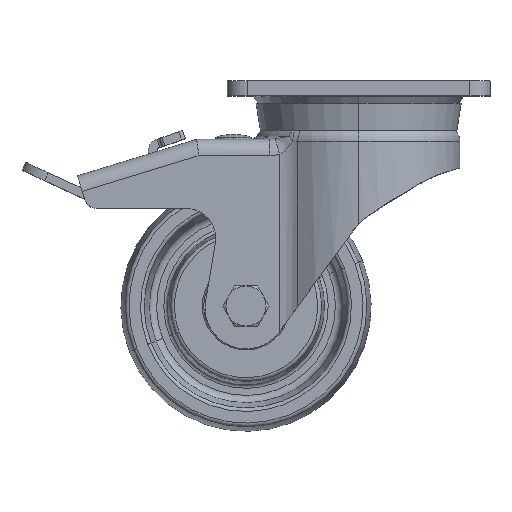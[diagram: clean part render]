
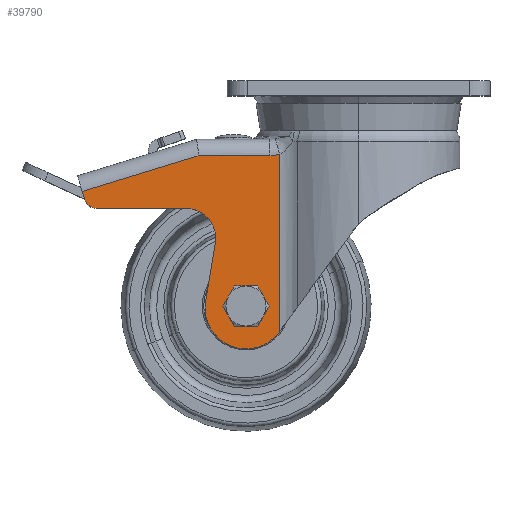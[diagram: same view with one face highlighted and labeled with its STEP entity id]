
A CAD part, top view. The second image highlights one B-rep face of the part: STEP entity #39790.
In plain terms, the highlighted planar face has unit normal (0, 0, 1).
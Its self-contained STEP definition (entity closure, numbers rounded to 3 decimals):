
#1214 = EDGE_CURVE ( 'NONE', #43288, #2278, #12026, .T. ) ;
#1476 = VERTEX_POINT ( 'NONE', #6416 ) ;
#1662 = CARTESIAN_POINT ( 'NONE',  ( -113.105, -35.18, 30. ) ) ;
#1697 = CARTESIAN_POINT ( 'NONE',  ( -31.5, -29.55, 30. ) ) ;
#2278 = VERTEX_POINT ( 'NONE', #22188 ) ;
#2357 = CIRCLE ( 'NONE', #47064, 16. ) ;
#2369 = VERTEX_POINT ( 'NONE', #2778 ) ;
#2690 = CARTESIAN_POINT ( 'NONE',  ( -31.8, -100.097, 30. ) ) ;
#2778 = CARTESIAN_POINT ( 'NONE',  ( -61.35, -90.45, 30. ) ) ;
#2854 = CARTESIAN_POINT ( 'NONE',  ( -31.5, -28.925, 30. ) ) ;
#3147 = CIRCLE ( 'NONE', #32435, 16.35 ) ;
#3823 = VERTEX_POINT ( 'NONE', #9899 ) ;
#4736 = EDGE_CURVE ( 'NONE', #10338, #39190, #26831, .T. ) ;
#5099 = ORIENTED_EDGE ( 'NONE', *, *, #37300, .F. ) ;
#5827 = VECTOR ( 'NONE', #47033, 1000. ) ;
#6193 = DIRECTION ( 'NONE',  ( -0.292, 0.956, 0. ) ) ;
#6416 = CARTESIAN_POINT ( 'NONE',  ( -39.85, -89.65, 30. ) ) ;
#7068 = CARTESIAN_POINT ( 'NONE',  ( -110.463, -43.824, 30. ) ) ;
#7604 = ORIENTED_EDGE ( 'NONE', *, *, #41386, .T. ) ;
#8695 = ORIENTED_EDGE ( 'NONE', *, *, #42930, .F. ) ;
#8725 = CARTESIAN_POINT ( 'NONE',  ( -31.5, -29.55, 30. ) ) ;
#9012 = DIRECTION ( 'NONE',  ( 0., 0., -1. ) ) ;
#9273 = DIRECTION ( 'NONE',  ( 0., 0., -1. ) ) ;
#9440 = CIRCLE ( 'NONE', #22079, 5.15 ) ;
#9899 = CARTESIAN_POINT ( 'NONE',  ( -57.193, -64.15, 30. ) ) ;
#10338 = VERTEX_POINT ( 'NONE', #2690 ) ;
#10407 = AXIS2_PLACEMENT_3D ( 'NONE', #14876, #35084, #27179 ) ;
#12026 = LINE ( 'NONE', #33005, #26946 ) ;
#12034 = VERTEX_POINT ( 'NONE', #21333 ) ;
#12551 = EDGE_CURVE ( 'NONE', #46433, #12845, #35626, .T. ) ;
#12594 = VECTOR ( 'NONE', #17161, 1000. ) ;
#12702 = VERTEX_POINT ( 'NONE', #34294 ) ;
#12845 = VERTEX_POINT ( 'NONE', #2854 ) ;
#13152 = CARTESIAN_POINT ( 'NONE',  ( -45., -89.65, 30. ) ) ;
#14670 = EDGE_CURVE ( 'NONE', #1476, #48654, #17997, .T. ) ;
#14876 = CARTESIAN_POINT ( 'NONE',  ( -104.694, -45.589, 30. ) ) ;
#15426 = EDGE_CURVE ( 'NONE', #12702, #46433, #36863, .T. ) ;
#16203 = DIRECTION ( 'NONE',  ( 0., 0., 1. ) ) ;
#16645 = EDGE_CURVE ( 'NONE', #12845, #39190, #53354, .T. ) ;
#17161 = DIRECTION ( 'NONE',  ( 0.59, 0.807, 0. ) ) ;
#17888 = DIRECTION ( 'NONE',  ( -0.956, -0.292, 0. ) ) ;
#17969 = VERTEX_POINT ( 'NONE', #7068 ) ;
#17997 = CIRCLE ( 'NONE', #31845, 5.15 ) ;
#18209 = CARTESIAN_POINT ( 'NONE',  ( -73.006, -66.589, 30. ) ) ;
#18453 = LINE ( 'NONE', #39174, #25525 ) ;
#18833 = CARTESIAN_POINT ( 'NONE',  ( -94.691, -29.55, 30. ) ) ;
#20717 = ORIENTED_EDGE ( 'NONE', *, *, #16645, .F. ) ;
#21333 = CARTESIAN_POINT ( 'NONE',  ( -61.127, -87.757, 30. ) ) ;
#21806 = DIRECTION ( 'NONE',  ( 1., 0., 0. ) ) ;
#22079 = AXIS2_PLACEMENT_3D ( 'NONE', #50744, #9273, #21806 ) ;
#22188 = CARTESIAN_POINT ( 'NONE',  ( -104.694, -50.589, 30. ) ) ;
#22382 = DIRECTION ( 'NONE',  ( 0., 0., 1. ) ) ;
#23506 = CARTESIAN_POINT ( 'NONE',  ( -45., -90.45, 30. ) ) ;
#23669 = ORIENTED_EDGE ( 'NONE', *, *, #46149, .F. ) ;
#23705 = ORIENTED_EDGE ( 'NONE', *, *, #12551, .F. ) ;
#24754 = CARTESIAN_POINT ( 'NONE',  ( -52.582, -36.581, 30. ) ) ;
#25024 = CARTESIAN_POINT ( 'NONE',  ( -32.771, -29.339, 30. ) ) ;
#25216 = CARTESIAN_POINT ( 'NONE',  ( -109.476, -47.051, 30. ) ) ;
#25279 = FACE_BOUND ( 'NONE', #51111, .T. ) ;
#25525 = VECTOR ( 'NONE', #17888, 1000. ) ;
#26224 = CARTESIAN_POINT ( 'NONE',  ( -31.5, -99.687, 30. ) ) ;
#26576 = FACE_OUTER_BOUND ( 'NONE', #38637, .T. ) ;
#26831 = LINE ( 'NONE', #50147, #12594 ) ;
#26946 = VECTOR ( 'NONE', #33348, 1000. ) ;
#27179 = DIRECTION ( 'NONE',  ( 1., 0., 0. ) ) ;
#27739 = DIRECTION ( 'NONE',  ( 0., 0., 1. ) ) ;
#27901 = DIRECTION ( 'NONE',  ( 1., 0., 0. ) ) ;
#27983 = EDGE_CURVE ( 'NONE', #12702, #17969, #18453, .T. ) ;
#28297 = CARTESIAN_POINT ( 'NONE',  ( -69.091, -50.589, 30. ) ) ;
#28366 = EDGE_CURVE ( 'NONE', #45984, #17969, #29350, .T. ) ;
#28795 = CARTESIAN_POINT ( 'NONE',  ( -34.075, -29.55, 30. ) ) ;
#29350 = LINE ( 'NONE', #1662, #39034 ) ;
#30549 = ORIENTED_EDGE ( 'NONE', *, *, #15426, .F. ) ;
#31547 = EDGE_CURVE ( 'NONE', #2369, #10338, #3147, .T. ) ;
#31845 = AXIS2_PLACEMENT_3D ( 'NONE', #13152, #9012, #45673 ) ;
#32435 = AXIS2_PLACEMENT_3D ( 'NONE', #52414, #27739, #27901 ) ;
#32839 = CIRCLE ( 'NONE', #50452, 16.35 ) ;
#33005 = CARTESIAN_POINT ( 'NONE',  ( -94.691, -50.589, 30. ) ) ;
#33103 = DIRECTION ( 'NONE',  ( 0., -1., 0. ) ) ;
#33348 = DIRECTION ( 'NONE',  ( -1., 0., 0. ) ) ;
#33399 = ORIENTED_EDGE ( 'NONE', *, *, #50806, .T. ) ;
#34043 = ORIENTED_EDGE ( 'NONE', *, *, #1214, .F. ) ;
#34294 = CARTESIAN_POINT ( 'NONE',  ( -63.776, -29.55, 30. ) ) ;
#34364 = ORIENTED_EDGE ( 'NONE', *, *, #27983, .T. ) ;
#34603 = DIRECTION ( 'NONE',  ( 1., 0., 0. ) ) ;
#34710 = ORIENTED_EDGE ( 'NONE', *, *, #31547, .T. ) ;
#35084 = DIRECTION ( 'NONE',  ( 0., 0., -1. ) ) ;
#35093 = CARTESIAN_POINT ( 'NONE',  ( -50.15, -89.65, 30. ) ) ;
#35626 = B_SPLINE_CURVE_WITH_KNOTS ( 'NONE', 3,
 ( #45047, #28795, #25024, #37255 ),
 .UNSPECIFIED., .F., .F.,
 ( 4, 4 ),
 ( 0., 1. ),
 .UNSPECIFIED. ) ;
#35642 = CIRCLE ( 'NONE', #40432, 12. ) ;
#35732 = DIRECTION ( 'NONE',  ( 1., 0., 0. ) ) ;
#35771 = AXIS2_PLACEMENT_3D ( 'NONE', #18833, #39542, #51413 ) ;
#36847 = CARTESIAN_POINT ( 'NONE',  ( -35.412, -29.55, 30. ) ) ;
#36863 = LINE ( 'NONE', #1697, #5827 ) ;
#37255 = CARTESIAN_POINT ( 'NONE',  ( -31.5, -28.925, 30. ) ) ;
#37277 = ORIENTED_EDGE ( 'NONE', *, *, #14670, .T. ) ;
#37300 = EDGE_CURVE ( 'NONE', #3823, #43288, #35642, .T. ) ;
#38470 = ORIENTED_EDGE ( 'NONE', *, *, #28366, .F. ) ;
#38637 = EDGE_LOOP ( 'NONE', ( #52881, #20717, #23705, #30549, #34364, #38470, #23669, #34043, #5099, #52438, #8695, #33399, #34710 ) ) ;
#39034 = VECTOR ( 'NONE', #6193, 1000. ) ;
#39174 = CARTESIAN_POINT ( 'NONE',  ( -110.463, -43.824, 30. ) ) ;
#39190 = VERTEX_POINT ( 'NONE', #26224 ) ;
#39542 = DIRECTION ( 'NONE',  ( 0., 0., 1. ) ) ;
#39790 = ADVANCED_FACE ( 'NONE', ( #25279, #26576 ), #44055, .T. ) ;
#39901 = DIRECTION ( 'NONE',  ( 0., 0., 1. ) ) ;
#40432 = AXIS2_PLACEMENT_3D ( 'NONE', #49563, #16203, #49190 ) ;
#40500 = VECTOR ( 'NONE', #33103, 1000. ) ;
#41386 = EDGE_CURVE ( 'NONE', #48654, #1476, #9440, .T. ) ;
#41471 = VECTOR ( 'NONE', #53579, 1000. ) ;
#42930 = EDGE_CURVE ( 'NONE', #12034, #50472, #49222, .T. ) ;
#43288 = VERTEX_POINT ( 'NONE', #28297 ) ;
#44055 = PLANE ( 'NONE',  #35771 ) ;
#44498 = EDGE_CURVE ( 'NONE', #50472, #3823, #2357, .T. ) ;
#45047 = CARTESIAN_POINT ( 'NONE',  ( -35.412, -29.55, 30. ) ) ;
#45673 = DIRECTION ( 'NONE',  ( 1., 0., 0. ) ) ;
#45984 = VERTEX_POINT ( 'NONE', #25216 ) ;
#46149 = EDGE_CURVE ( 'NONE', #2278, #45984, #48905, .T. ) ;
#46433 = VERTEX_POINT ( 'NONE', #36847 ) ;
#47033 = DIRECTION ( 'NONE',  ( 1., 0., 0. ) ) ;
#47064 = AXIS2_PLACEMENT_3D ( 'NONE', #18209, #22382, #34603 ) ;
#48654 = VERTEX_POINT ( 'NONE', #35093 ) ;
#48737 = CARTESIAN_POINT ( 'NONE',  ( -57.189, -64.173, 30. ) ) ;
#48905 = CIRCLE ( 'NONE', #10407, 5. ) ;
#49190 = DIRECTION ( 'NONE',  ( 1., 0., 0. ) ) ;
#49222 = LINE ( 'NONE', #24754, #41471 ) ;
#49563 = CARTESIAN_POINT ( 'NONE',  ( -69.091, -62.589, 30. ) ) ;
#50147 = CARTESIAN_POINT ( 'NONE',  ( -20.088, -84.073, 30. ) ) ;
#50452 = AXIS2_PLACEMENT_3D ( 'NONE', #23506, #39901, #35732 ) ;
#50472 = VERTEX_POINT ( 'NONE', #48737 ) ;
#50744 = CARTESIAN_POINT ( 'NONE',  ( -45., -89.65, 30. ) ) ;
#50806 = EDGE_CURVE ( 'NONE', #12034, #2369, #32839, .T. ) ;
#51111 = EDGE_LOOP ( 'NONE', ( #37277, #7604 ) ) ;
#51413 = DIRECTION ( 'NONE',  ( -1., 0., 0. ) ) ;
#52414 = CARTESIAN_POINT ( 'NONE',  ( -45., -90.45, 30. ) ) ;
#52438 = ORIENTED_EDGE ( 'NONE', *, *, #44498, .F. ) ;
#52881 = ORIENTED_EDGE ( 'NONE', *, *, #4736, .T. ) ;
#53354 = LINE ( 'NONE', #8725, #40500 ) ;
#53579 = DIRECTION ( 'NONE',  ( 0.165, 0.986, 0. ) ) ;
